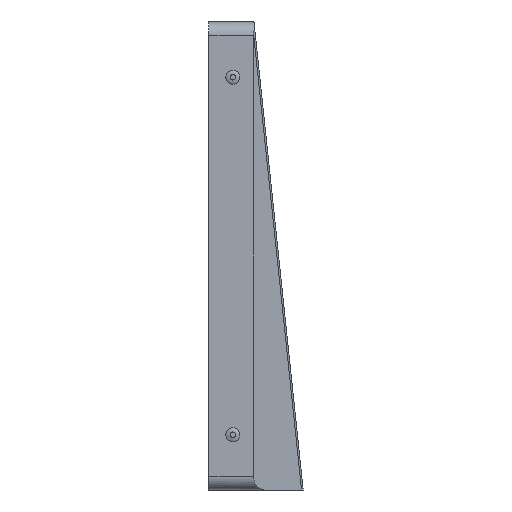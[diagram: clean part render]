
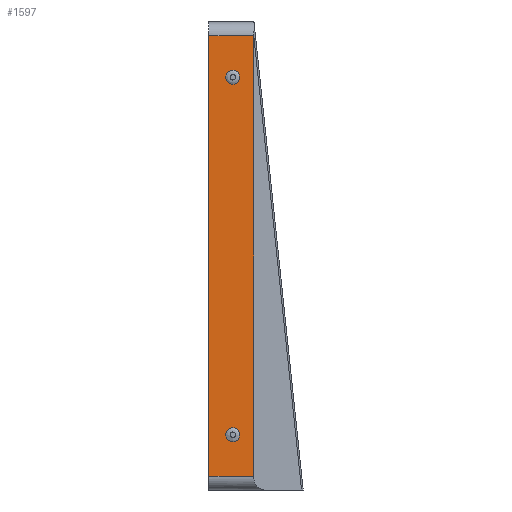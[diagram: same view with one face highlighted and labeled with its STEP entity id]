
A CAD part, left-side view. The second image highlights one B-rep face of the part: STEP entity #1597.
In plain terms, the highlighted planar face has unit normal (-1, 0, 0).
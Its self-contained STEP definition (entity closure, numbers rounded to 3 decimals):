
#21=FACE_BOUND('',#572,.T.);
#22=FACE_BOUND('',#573,.T.);
#86=CIRCLE('',#1715,1.);
#87=CIRCLE('',#1716,1.);
#142=PLANE('',#1714);
#249=LINE('',#2843,#383);
#250=LINE('',#2847,#384);
#251=LINE('',#2851,#385);
#252=LINE('',#2852,#386);
#383=VECTOR('',#2001,10.);
#384=VECTOR('',#2006,10.);
#385=VECTOR('',#2011,10.);
#386=VECTOR('',#2012,10.);
#481=FACE_OUTER_BOUND('',#571,.T.);
#571=EDGE_LOOP('',(#1350,#1351,#1352,#1353));
#572=EDGE_LOOP('',(#1354));
#573=EDGE_LOOP('',(#1355));
#756=VERTEX_POINT('',#2840);
#757=VERTEX_POINT('',#2842);
#758=VERTEX_POINT('',#2846);
#759=VERTEX_POINT('',#2850);
#760=VERTEX_POINT('',#2853);
#761=VERTEX_POINT('',#2855);
#964=EDGE_CURVE('',#756,#757,#249,.T.);
#966=EDGE_CURVE('',#758,#757,#250,.T.);
#968=EDGE_CURVE('',#756,#759,#251,.T.);
#969=EDGE_CURVE('',#758,#759,#252,.T.);
#970=EDGE_CURVE('',#760,#760,#86,.T.);
#971=EDGE_CURVE('',#761,#761,#87,.T.);
#1350=ORIENTED_EDGE('',*,*,#964,.F.);
#1351=ORIENTED_EDGE('',*,*,#968,.T.);
#1352=ORIENTED_EDGE('',*,*,#969,.F.);
#1353=ORIENTED_EDGE('',*,*,#966,.T.);
#1354=ORIENTED_EDGE('',*,*,#970,.T.);
#1355=ORIENTED_EDGE('',*,*,#971,.T.);
#1597=ADVANCED_FACE('',(#481,#21,#22),#142,.T.);
#1714=AXIS2_PLACEMENT_3D('',#2849,#2009,#2010);
#1715=AXIS2_PLACEMENT_3D('',#2854,#2013,#2014);
#1716=AXIS2_PLACEMENT_3D('',#2856,#2015,#2016);
#2001=DIRECTION('',(0.,-1.,0.));
#2006=DIRECTION('',(0.,0.,1.));
#2009=DIRECTION('center_axis',(-1.,0.,0.));
#2010=DIRECTION('ref_axis',(0.,0.,-1.));
#2011=DIRECTION('',(0.,0.,-1.));
#2012=DIRECTION('',(0.,1.,0.));
#2013=DIRECTION('center_axis',(1.,0.,0.));
#2014=DIRECTION('ref_axis',(0.,0.,-1.));
#2015=DIRECTION('center_axis',(1.,0.,0.));
#2016=DIRECTION('ref_axis',(0.,0.,-1.));
#2840=CARTESIAN_POINT('',(-2.3,-2.7,59.45));
#2842=CARTESIAN_POINT('',(-2.3,-9.168,59.45));
#2843=CARTESIAN_POINT('',(-2.3,0.,59.45));
#2846=CARTESIAN_POINT('',(-2.3,-9.168,-4.3));
#2847=CARTESIAN_POINT('',(-2.3,-9.168,27.575));
#2849=CARTESIAN_POINT('Origin',(-2.3,0.,61.45));
#2850=CARTESIAN_POINT('',(-2.3,-2.7,-4.3));
#2851=CARTESIAN_POINT('',(-2.3,-2.7,44.513));
#2852=CARTESIAN_POINT('',(-2.3,0.,-4.3));
#2853=CARTESIAN_POINT('',(-2.3,-6.168,0.7));
#2854=CARTESIAN_POINT('Origin',(-2.3,-6.168,1.7));
#2855=CARTESIAN_POINT('',(-2.3,-6.168,52.45));
#2856=CARTESIAN_POINT('Origin',(-2.3,-6.168,53.45));
